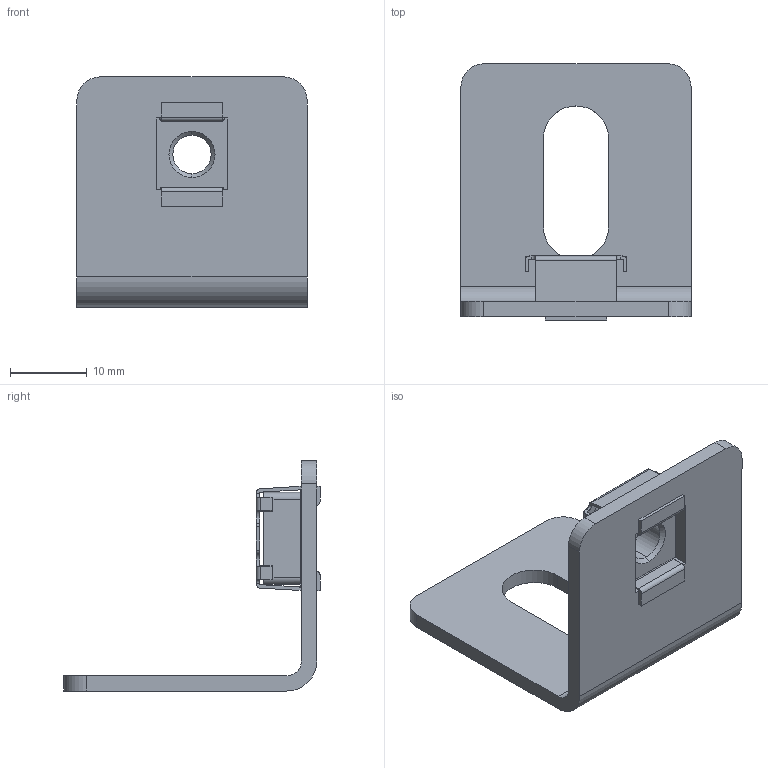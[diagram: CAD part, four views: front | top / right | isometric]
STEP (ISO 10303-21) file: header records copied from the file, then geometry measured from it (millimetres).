
FILE_DESCRIPTION(('Creo Elements/Direct Modeling STEP Export'),'2;1');
FILE_NAME('44.0204.1_Mittelwinkel-MMS-44-55_Langloch-quer-chem-vernickelt-M6.stp','2022-03-21T 8:57:46',(''),(''),'PTC Creo Elements/Direct Modeling STEP processor for AP214 (Solid Model)','PTC Creo Elements/Direct Modeling 19.0C 15-Aug-2015 (C) Parametric Technology GmbH','');
FILE_SCHEMA(('AUTOMOTIVE_DESIGN { 1 0 10303 214 1 1 1 1 }'));
Length unit declared in the file: millimetre
Products named in the file (3): Käfigmutter_M6-R-095-27-17-27-Q9.3_28454_PX173428; Mittelwinkel-MMS-44-55_33x30x30x2_96.4127_PX173431; Mittelwinkel-MMS-44_Langloch-quer-chem-vernickelt-M6_44.0204.1_PX173432

Assembly tree (2 placements, depth 2):
  Mittelwinkel-MMS-44_Langloch-quer-chem-vernickelt-M6_44.0204.1_PX173432

    Mittelwinkel-MMS-44-55_33x30x30x2_96.4127_PX173431
    Käfigmutter_M6-R-095-27-17-27-Q9.3_28454_PX173428
Bounding box: 30 x 33.45 x 30 mm (x, y, z)
Volume: 3750.1 mm3; surface area: 4823 mm2
Topology: 2 solids, 2 shells, 134 faces, 384 edges, 252 vertices
Faces by surface type: plane 74, cylinder 56, cone 4
Entity records: 5174 total; most frequent: CARTESIAN_POINT 1316, DIRECTION 778, ORIENTED_EDGE 768, EDGE_CURVE 384, AXIS2_PLACEMENT_3D 263, VERTEX_POINT 252, VECTOR 252, LINE 252
